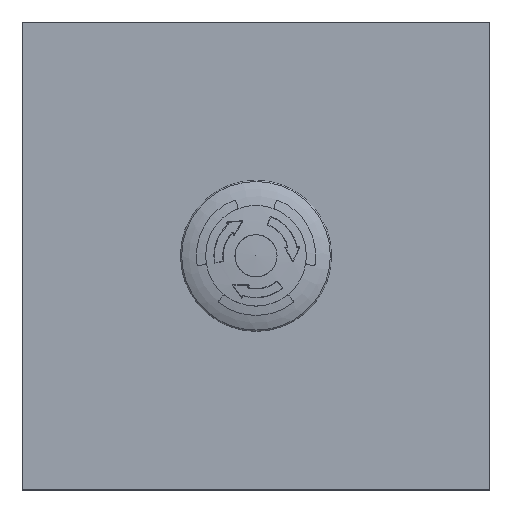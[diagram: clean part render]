
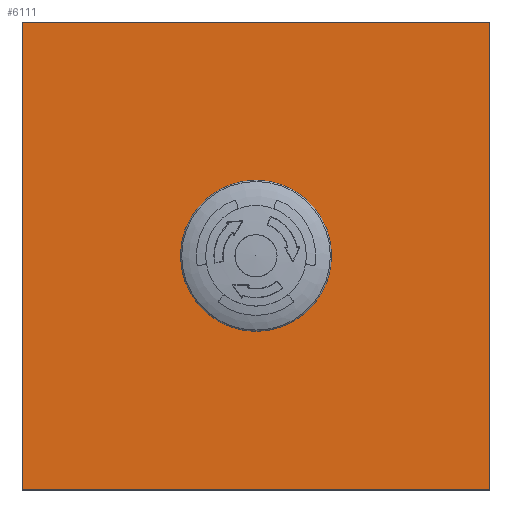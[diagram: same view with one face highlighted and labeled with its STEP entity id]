
A CAD part, top view. The second image highlights one B-rep face of the part: STEP entity #6111.
In plain terms, the highlighted planar face has unit normal (0, 0, 1).
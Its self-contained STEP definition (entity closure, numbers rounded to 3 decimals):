
#416=PLANE('',#7072);
#934=LINE('',#14439,#1119);
#938=LINE('',#14447,#1123);
#941=LINE('',#14453,#1126);
#943=LINE('',#14461,#1128);
#1119=VECTOR('',#8576,1000.);
#1123=VECTOR('',#8582,1000.);
#1126=VECTOR('',#8587,1000.);
#1128=VECTOR('',#8597,1000.);
#2891=ORIENTED_EDGE('',*,*,#3787,.T.);
#2892=ORIENTED_EDGE('',*,*,#3779,.T.);
#2893=ORIENTED_EDGE('',*,*,#3783,.T.);
#2894=ORIENTED_EDGE('',*,*,#3786,.T.);
#2895=ORIENTED_EDGE('',*,*,#3790,.T.);
#3779=EDGE_CURVE('',#4344,#4343,#934,.T.);
#3783=EDGE_CURVE('',#4343,#4346,#938,.T.);
#3786=EDGE_CURVE('',#4346,#4348,#941,.T.);
#3787=EDGE_CURVE('',#4349,#4349,#4700,.T.);
#3790=EDGE_CURVE('',#4348,#4344,#943,.T.);
#4343=VERTEX_POINT('',#14438);
#4344=VERTEX_POINT('',#14440);
#4346=VERTEX_POINT('',#14446);
#4348=VERTEX_POINT('',#14452);
#4349=VERTEX_POINT('',#14456);
#4700=CIRCLE('',#7069,11.);
#5164=EDGE_LOOP('',(#2891));
#5165=EDGE_LOOP('',(#2892,#2893,#2894,#2895));
#5632=FACE_BOUND('',#5164,.T.);
#5633=FACE_BOUND('',#5165,.T.);
#6111=ADVANCED_FACE('',(#5632,#5633),#416,.T.);
#7069=AXIS2_PLACEMENT_3D('',#14455,#8590,#8591);
#7072=AXIS2_PLACEMENT_3D('',#14462,#8598,#8599);
#8576=DIRECTION('',(0.,-1.,0.));
#8582=DIRECTION('',(1.,0.,0.));
#8587=DIRECTION('',(0.,1.,0.));
#8590=DIRECTION('',(0.,0.,-1.));
#8591=DIRECTION('',(1.,0.,0.));
#8597=DIRECTION('',(-1.,0.,0.));
#8598=DIRECTION('',(0.,0.,1.));
#8599=DIRECTION('',(1.,0.,0.));
#14438=CARTESIAN_POINT('',(-50.,-50.,-0.001));
#14439=CARTESIAN_POINT('',(-50.,50.,-0.001));
#14440=CARTESIAN_POINT('',(-50.,50.,-0.001));
#14446=CARTESIAN_POINT('',(50.,-50.,-0.001));
#14447=CARTESIAN_POINT('',(-50.,-50.,-0.001));
#14452=CARTESIAN_POINT('',(50.,50.,-0.001));
#14453=CARTESIAN_POINT('',(50.,-50.,-0.001));
#14455=CARTESIAN_POINT('',(0.,0.,-0.001));
#14456=CARTESIAN_POINT('',(11.,0.,-0.001));
#14461=CARTESIAN_POINT('',(50.,50.,-0.001));
#14462=CARTESIAN_POINT('',(0.,0.,-0.001));
